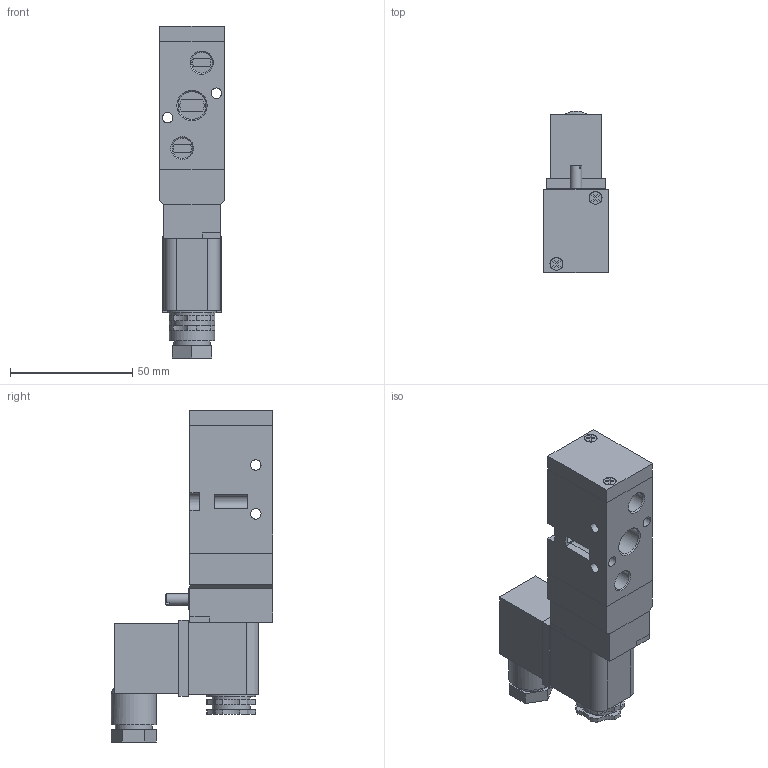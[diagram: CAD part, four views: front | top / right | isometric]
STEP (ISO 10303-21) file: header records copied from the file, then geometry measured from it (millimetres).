
FILE_DESCRIPTION(/* description */ (''),/* implementation_level */ '2;1');
FILE_NAME(/* name */ 'YPC-SF4101-IL.stp',/* time_stamp */ '2017-11-07T10:02:59+01:00',/* author */ (''),/* organization */ (''),/* preprocessor_version */ 'ST-DEVELOPER v15.2',/* originating_system */ 'Autodesk Translator Framework v2.0.0.5431',/* authorisation */ '');
FILE_SCHEMA (('AUTOMOTIVE_DESIGN { 1 0 10303 214 3 1 1 }'));
Length unit declared in the file: centimetre
Products named in the file (1): (Unsaved)
Bounding box: 26.5 x 66.2 x 135.8 mm (x, y, z)
Volume: 112716.8 mm3; surface area: 33537.2 mm2
Topology: 5 solids, 5 shells, 317 faces, 774 edges, 512 vertices
Faces by surface type: plane 213, cylinder 76, cone 28
Full cylindrical faces by diameter (mm): 4.3 x6, 4.8 x1, 4.9 x4, 5 x4, 5.1 x2, 5.3 x2, 6.96 x1, 7.95 x1, 8.35 x1, 8.5 x1, 8.8 x2, 9 x1, 10 x1, 11.4 x3, 15 x1, 15.5 x2, 18.5 x1, 20 x1
Entity records: 8834 total; most frequent: CARTESIAN_POINT 1516, DIRECTION 1505, ORIENTED_EDGE 1390, EDGE_CURVE 695, LINE 511, VECTOR 511, AXIS2_PLACEMENT_3D 497, VERTEX_POINT 493
